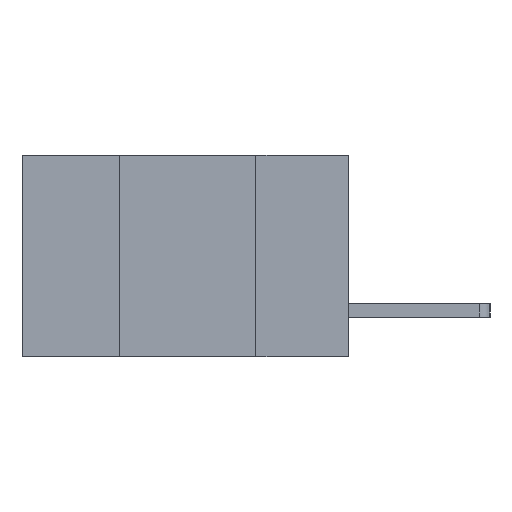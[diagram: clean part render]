
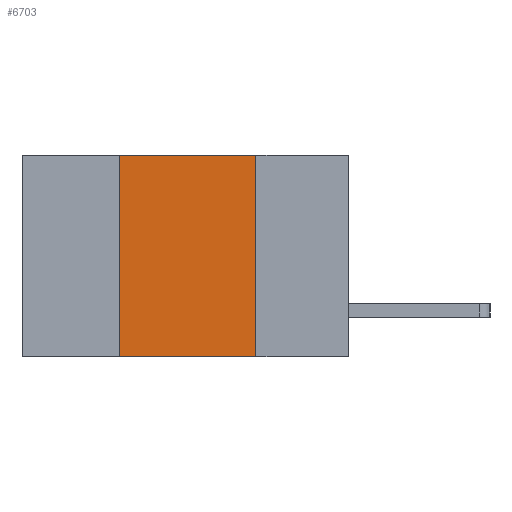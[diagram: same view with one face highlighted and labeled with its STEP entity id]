
A CAD part, left-side view. The second image highlights one B-rep face of the part: STEP entity #6703.
In plain terms, the highlighted planar face has unit normal (-1, 0, 0).
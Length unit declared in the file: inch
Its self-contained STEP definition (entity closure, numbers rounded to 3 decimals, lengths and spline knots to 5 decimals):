
#15 = ORIENTED_EDGE ( 'NONE', *, *, #4973, .F. ) ;
#33 = VECTOR ( 'NONE', #4645, 39.37008 ) ;
#882 = LINE ( 'NONE', #2650, #8355 ) ;
#1491 = AXIS2_PLACEMENT_3D ( 'NONE', #4073, #3862, #3533 ) ;
#1980 = EDGE_CURVE ( 'NONE', #8211, #6309, #2146, .T. ) ;
#2146 = LINE ( 'NONE', #4595, #33 ) ;
#2229 = LINE ( 'NONE', #7341, #5901 ) ;
#2297 = DIRECTION ( 'NONE',  ( 0., 0., 1. ) ) ;
#2650 = CARTESIAN_POINT ( 'NONE',  ( 0., 0.42, -0.37 ) ) ;
#2794 = LINE ( 'NONE', #8194, #6390 ) ;
#3533 = DIRECTION ( 'NONE',  ( 0., 0., -1. ) ) ;
#3661 = CARTESIAN_POINT ( 'NONE',  ( 0., 0.17, 0. ) ) ;
#3751 = EDGE_CURVE ( 'NONE', #6309, #6209, #2229, .T. ) ;
#3862 = DIRECTION ( 'NONE',  ( 1., 0., 0. ) ) ;
#3892 = VERTEX_POINT ( 'NONE', #8465 ) ;
#4073 = CARTESIAN_POINT ( 'NONE',  ( 0., 0.6, 0. ) ) ;
#4139 = PLANE ( 'NONE',  #1491 ) ;
#4595 = CARTESIAN_POINT ( 'NONE',  ( 0., 0.6, 0. ) ) ;
#4645 = DIRECTION ( 'NONE',  ( 0., -1., 0. ) ) ;
#4973 = EDGE_CURVE ( 'NONE', #3892, #8211, #882, .T. ) ;
#5784 = EDGE_LOOP ( 'NONE', ( #7876, #6025, #15, #9183 ) ) ;
#5901 = VECTOR ( 'NONE', #8829, 39.37008 ) ;
#6025 = ORIENTED_EDGE ( 'NONE', *, *, #1980, .F. ) ;
#6209 = VERTEX_POINT ( 'NONE', #6637 ) ;
#6309 = VERTEX_POINT ( 'NONE', #3661 ) ;
#6384 = EDGE_CURVE ( 'NONE', #3892, #6209, #2794, .T. ) ;
#6390 = VECTOR ( 'NONE', #8268, 39.37008 ) ;
#6637 = CARTESIAN_POINT ( 'NONE',  ( 0., 0.17, -0.37 ) ) ;
#6703 = ADVANCED_FACE ( 'NONE', ( #7705 ), #4139, .F. ) ;
#6834 = CARTESIAN_POINT ( 'NONE',  ( 0., 0.42, 0. ) ) ;
#7341 = CARTESIAN_POINT ( 'NONE',  ( 0., 0.17, -0.37 ) ) ;
#7705 = FACE_OUTER_BOUND ( 'NONE', #5784, .T. ) ;
#7876 = ORIENTED_EDGE ( 'NONE', *, *, #3751, .F. ) ;
#8194 = CARTESIAN_POINT ( 'NONE',  ( 0., 0.6, -0.37 ) ) ;
#8211 = VERTEX_POINT ( 'NONE', #6834 ) ;
#8268 = DIRECTION ( 'NONE',  ( 0., -1., 0. ) ) ;
#8355 = VECTOR ( 'NONE', #2297, 39.37008 ) ;
#8465 = CARTESIAN_POINT ( 'NONE',  ( 0., 0.42, -0.37 ) ) ;
#8829 = DIRECTION ( 'NONE',  ( 0., 0., -1. ) ) ;
#9183 = ORIENTED_EDGE ( 'NONE', *, *, #6384, .T. ) ;
